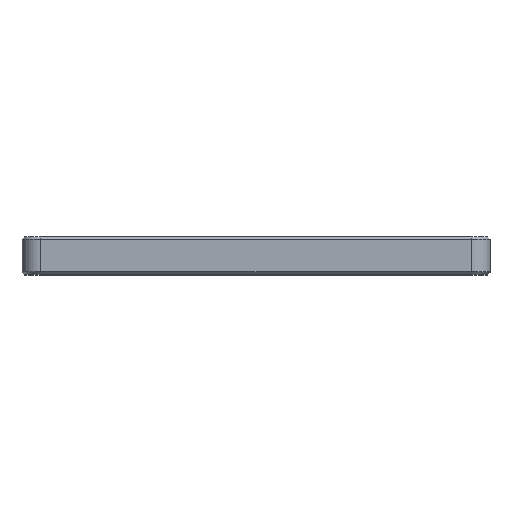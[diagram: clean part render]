
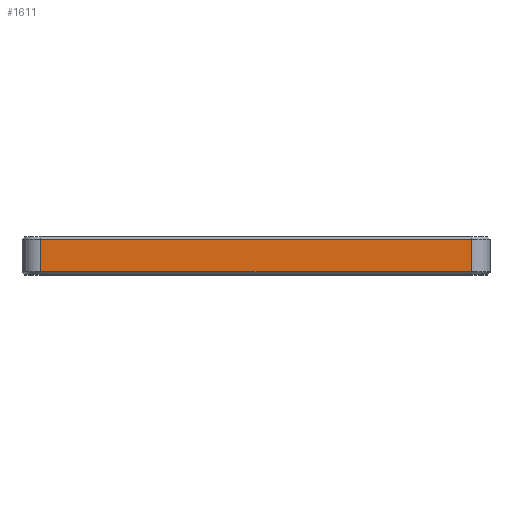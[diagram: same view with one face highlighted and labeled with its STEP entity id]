
A CAD part, top view. The second image highlights one B-rep face of the part: STEP entity #1611.
In plain terms, the highlighted planar face has unit normal (0, 0, 1).
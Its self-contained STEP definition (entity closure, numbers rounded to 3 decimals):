
#97=PLANE('',#1833);
#239=FACE_OUTER_BOUND('',#367,.T.);
#367=EDGE_LOOP('',(#1379,#1380,#1381,#1382));
#527=LINE('',#2786,#620);
#528=LINE('',#2788,#621);
#529=LINE('',#2790,#622);
#530=LINE('',#2791,#623);
#620=VECTOR('',#2292,1000.);
#621=VECTOR('',#2293,1000.);
#622=VECTOR('',#2294,1000.);
#623=VECTOR('',#2295,1000.);
#890=VERTEX_POINT('',#2784);
#891=VERTEX_POINT('',#2785);
#892=VERTEX_POINT('',#2787);
#893=VERTEX_POINT('',#2789);
#1080=EDGE_CURVE('',#890,#891,#527,.T.);
#1081=EDGE_CURVE('',#891,#892,#528,.T.);
#1082=EDGE_CURVE('',#892,#893,#529,.T.);
#1083=EDGE_CURVE('',#893,#890,#530,.T.);
#1379=ORIENTED_EDGE('',*,*,#1080,.T.);
#1380=ORIENTED_EDGE('',*,*,#1081,.T.);
#1381=ORIENTED_EDGE('',*,*,#1082,.T.);
#1382=ORIENTED_EDGE('',*,*,#1083,.T.);
#1611=ADVANCED_FACE('',(#239),#97,.F.);
#1833=AXIS2_PLACEMENT_3D('',#2783,#2290,#2291);
#2290=DIRECTION('center_axis',(0.,0.,-1.));
#2291=DIRECTION('ref_axis',(-1.,0.,0.));
#2292=DIRECTION('',(0.,-1.,0.));
#2293=DIRECTION('',(1.,0.,0.));
#2294=DIRECTION('',(0.,1.,0.));
#2295=DIRECTION('',(-1.,0.,0.));
#2783=CARTESIAN_POINT('Origin',(-100.,16.,100.));
#2784=CARTESIAN_POINT('',(-92.,15.,100.));
#2785=CARTESIAN_POINT('',(-92.,1.,100.));
#2786=CARTESIAN_POINT('',(-92.,16.,100.));
#2787=CARTESIAN_POINT('',(92.,1.,100.));
#2788=CARTESIAN_POINT('',(92.,1.,100.));
#2789=CARTESIAN_POINT('',(92.,15.,100.));
#2790=CARTESIAN_POINT('',(92.,16.,100.));
#2791=CARTESIAN_POINT('',(-100.,15.,100.));
